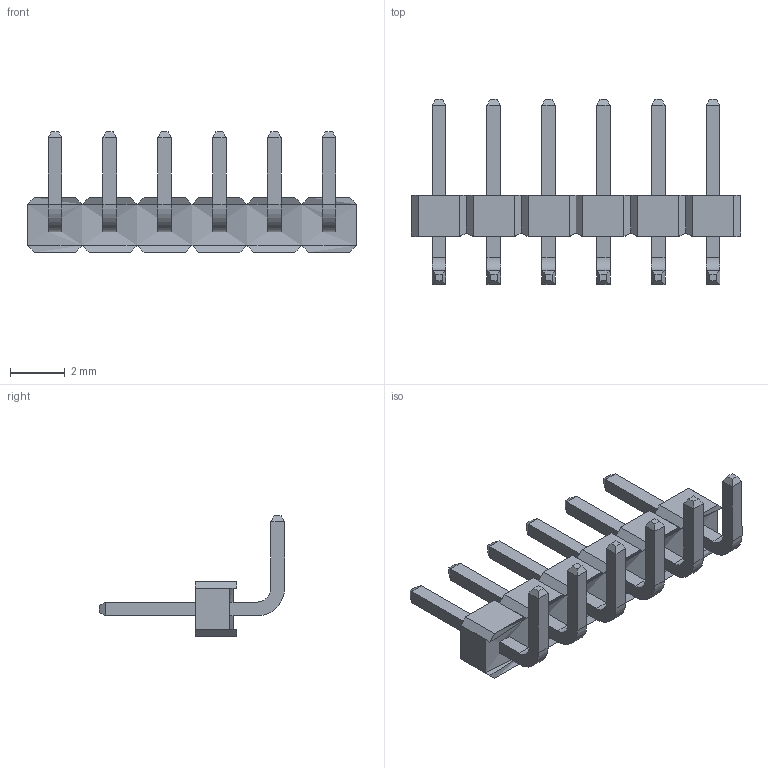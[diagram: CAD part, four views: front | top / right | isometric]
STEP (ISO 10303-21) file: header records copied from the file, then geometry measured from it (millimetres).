
FILE_DESCRIPTION (( 'STEP AP214' ), '1' );
FILE_NAME ('M22-2530605.STEP', '2023-01-13T02:38:25', ( '' ), ( '' ), 'SwSTEP 2.0', 'SolidWorks 2022', '' );
FILE_SCHEMA (( 'AUTOMOTIVE_DESIGN' ));
Length unit declared in the file: millimetre
Products named in the file (3): M22-253_PIN; M22-2530605; M22-25306_MOULD
Assembly tree (7 placements, depth 2):
  M22-2530605
    M22-25306_MOULD
    M22-253_PIN  x6
Bounding box: 12 x 6.75 x 4.4 mm (x, y, z)
Volume: 43.8 mm3; surface area: 217.5 mm2
Topology: 7 solids, 7 shells, 196 faces, 454 edges, 272 vertices
Faces by surface type: plane 184, cylinder 12
Entity records: 3120 total; most frequent: CARTESIAN_POINT 522, ORIENTED_EDGE 508, DIRECTION 490, EDGE_CURVE 254, LINE 250, VECTOR 250, VERTEX_POINT 152, AXIS2_PLACEMENT_3D 120
